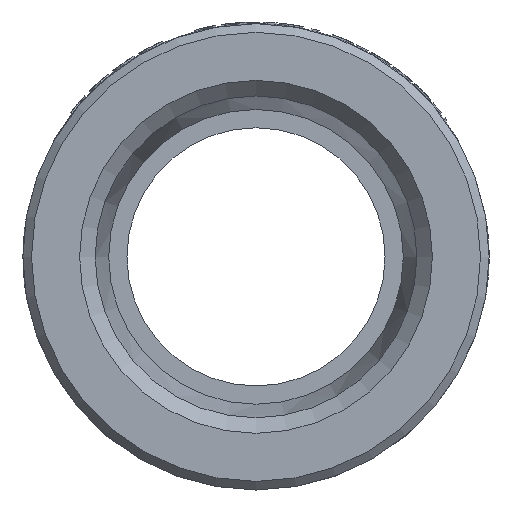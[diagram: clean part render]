
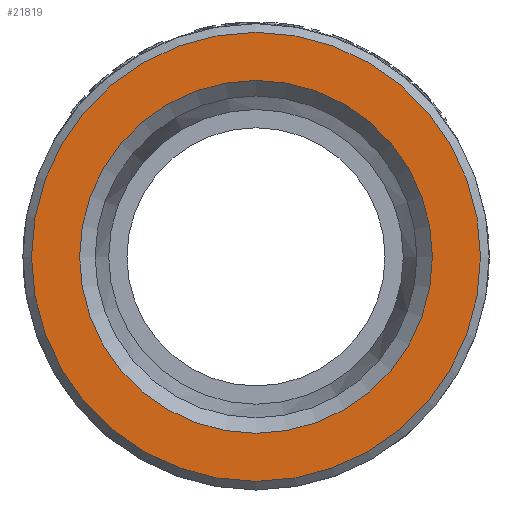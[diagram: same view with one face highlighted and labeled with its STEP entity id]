
A CAD part, front view. The second image highlights one B-rep face of the part: STEP entity #21819.
In plain terms, the highlighted planar face has unit normal (0, -1, 0).
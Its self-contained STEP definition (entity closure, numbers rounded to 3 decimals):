
#4716 = PLANE ( 'NONE',  #21328 ) ;
#4717 = CARTESIAN_POINT ( 'NONE',  ( 0., -17.5, 0. ) ) ;
#4718 = DIRECTION ( 'NONE',  ( 0., -1., 0. ) ) ;
#4719 = DIRECTION ( 'NONE',  ( 0., 0., -1. ) ) ;
#6179 = CIRCLE ( 'NONE', #20278, 13. ) ;
#6962 = ORIENTED_EDGE ( 'NONE', *, *, #20481, .T. ) ;
#9772 = CARTESIAN_POINT ( 'NONE',  ( 13., -17.5, 0. ) ) ;
#9777 = CARTESIAN_POINT ( 'NONE',  ( 10.216, -17.5, 0. ) ) ;
#10839 = ORIENTED_EDGE ( 'NONE', *, *, #20922, .F. ) ;
#12691 = FACE_OUTER_BOUND ( 'NONE', #20602, .T. ) ;
#12692 = FACE_BOUND ( 'NONE', #20635, .T. ) ;
#14151 = DIRECTION ( 'NONE',  ( 1., 0., 0. ) ) ;
#14296 = CARTESIAN_POINT ( 'NONE',  ( 0., -17.5, 0. ) ) ;
#14654 = CIRCLE ( 'NONE', #16785, 10.216 ) ;
#14968 = DIRECTION ( 'NONE',  ( 0., -1., 0. ) ) ;
#16785 = AXIS2_PLACEMENT_3D ( 'NONE', #26659, #26660, #26661 ) ;
#20278 = AXIS2_PLACEMENT_3D ( 'NONE', #14296, #14968, #14151 ) ;
#20481 = EDGE_CURVE ( 'NONE', #21697, #21697, #6179, .T. ) ;
#20602 = EDGE_LOOP ( 'NONE', ( #6962 ) ) ;
#20635 = EDGE_LOOP ( 'NONE', ( #10839 ) ) ;
#20922 = EDGE_CURVE ( 'NONE', #21658, #21658, #14654, .T. ) ;
#21328 = AXIS2_PLACEMENT_3D ( 'NONE', #4717, #4718, #4719 ) ;
#21658 = VERTEX_POINT ( 'NONE', #9777 ) ;
#21697 = VERTEX_POINT ( 'NONE', #9772 ) ;
#21819 = ADVANCED_FACE ( 'NONE', ( #12691, #12692 ), #4716, .T. ) ;
#26659 = CARTESIAN_POINT ( 'NONE',  ( 0., -17.5, 0. ) ) ;
#26660 = DIRECTION ( 'NONE',  ( 0., -1., 0. ) ) ;
#26661 = DIRECTION ( 'NONE',  ( 1., 0., 0. ) ) ;
